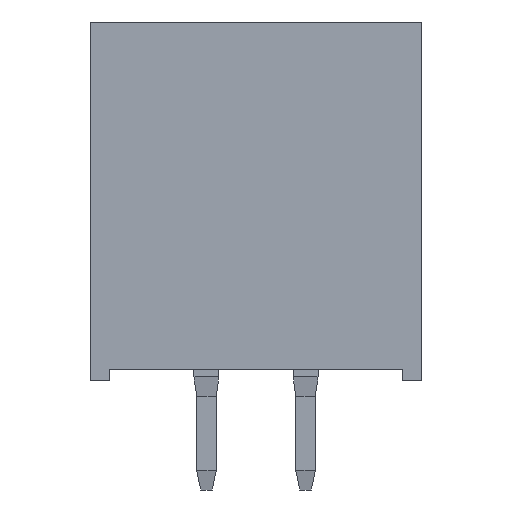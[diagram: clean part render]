
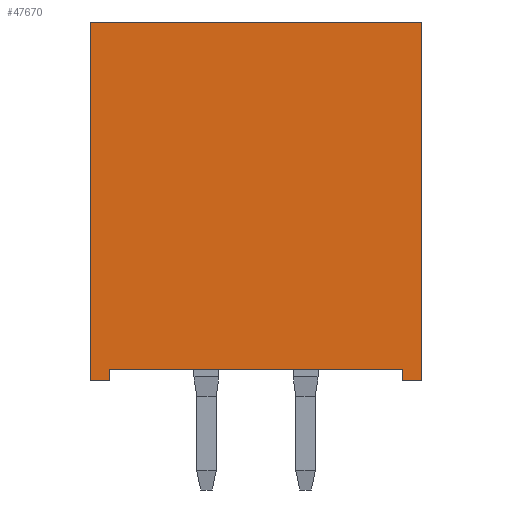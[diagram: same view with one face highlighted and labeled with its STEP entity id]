
A CAD part, left-side view. The second image highlights one B-rep face of the part: STEP entity #47670.
In plain terms, the highlighted planar face has unit normal (-1, 0, 0).
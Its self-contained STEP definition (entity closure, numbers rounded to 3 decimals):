
#46960=CARTESIAN_POINT('',(-6.29,0.,-2.55));
#46970=DIRECTION('',(-1.,0.,0.));
#46980=DIRECTION('',(0.,-1.,0.));
#46990=AXIS2_PLACEMENT_3D('',#46960,#46970,#46980);
#47000=PLANE('',#46990);
#47010=CARTESIAN_POINT('',(-6.29,0.,-9.2));
#47020=DIRECTION('',(0.,1.,0.));
#47030=VECTOR('',#47020,1.);
#47040=LINE('',#47010,#47030);
#47050=CARTESIAN_POINT('',(-6.29,3.75,-9.2));
#47060=VERTEX_POINT('',#47050);
#47070=CARTESIAN_POINT('',(-6.29,4.25,-9.2));
#47080=VERTEX_POINT('',#47070);
#47090=EDGE_CURVE('',#47060,#47080,#47040,.T.);
#47100=ORIENTED_EDGE('',*,*,#47090,.F.);
#47110=CARTESIAN_POINT('',(-6.29,4.25,4.1));
#47120=DIRECTION('',(0.,0.,-1.));
#47130=VECTOR('',#47120,1.);
#47140=LINE('',#47110,#47130);
#47150=CARTESIAN_POINT('',(-6.29,4.25,0.));
#47160=VERTEX_POINT('',#47150);
#47170=EDGE_CURVE('',#47160,#47080,#47140,.T.);
#47180=ORIENTED_EDGE('',*,*,#47170,.T.);
#47190=CARTESIAN_POINT('',(-6.29,0.,0.));
#47200=DIRECTION('',(0.,-1.,0.));
#47210=VECTOR('',#47200,1.);
#47220=LINE('',#47190,#47210);
#47230=CARTESIAN_POINT('',(-6.29,-4.25,0.));
#47240=VERTEX_POINT('',#47230);
#47250=EDGE_CURVE('',#47160,#47240,#47220,.T.);
#47260=ORIENTED_EDGE('',*,*,#47250,.F.);
#47270=CARTESIAN_POINT('',(-6.29,-4.25,4.1));
#47280=DIRECTION('',(0.,0.,-1.));
#47290=VECTOR('',#47280,1.);
#47300=LINE('',#47270,#47290);
#47310=CARTESIAN_POINT('',(-6.29,-4.25,-9.2));
#47320=VERTEX_POINT('',#47310);
#47330=EDGE_CURVE('',#47240,#47320,#47300,.T.);
#47340=ORIENTED_EDGE('',*,*,#47330,.F.);
#47350=CARTESIAN_POINT('',(-6.29,0.,-9.2));
#47360=DIRECTION('',(0.,1.,0.));
#47370=VECTOR('',#47360,1.);
#47380=LINE('',#47350,#47370);
#47390=CARTESIAN_POINT('',(-6.29,-3.75,-9.2));
#47400=VERTEX_POINT('',#47390);
#47410=EDGE_CURVE('',#47320,#47400,#47380,.T.);
#47420=ORIENTED_EDGE('',*,*,#47410,.F.);
#47430=CARTESIAN_POINT('',(-6.29,-3.75,4.1));
#47440=DIRECTION('',(0.,0.,1.));
#47450=VECTOR('',#47440,1.);
#47460=LINE('',#47430,#47450);
#47470=CARTESIAN_POINT('',(-6.29,-3.75,-8.9));
#47480=VERTEX_POINT('',#47470);
#47490=EDGE_CURVE('',#47400,#47480,#47460,.T.);
#47500=ORIENTED_EDGE('',*,*,#47490,.F.);
#47510=CARTESIAN_POINT('',(-6.29,0.,-8.9));
#47520=DIRECTION('',(0.,-1.,0.));
#47530=VECTOR('',#47520,1.);
#47540=LINE('',#47510,#47530);
#47550=CARTESIAN_POINT('',(-6.29,3.75,-8.9));
#47560=VERTEX_POINT('',#47550);
#47570=EDGE_CURVE('',#47560,#47480,#47540,.T.);
#47580=ORIENTED_EDGE('',*,*,#47570,.T.);
#47590=CARTESIAN_POINT('',(-6.29,3.75,4.1));
#47600=DIRECTION('',(0.,0.,-1.));
#47610=VECTOR('',#47600,1.);
#47620=LINE('',#47590,#47610);
#47630=EDGE_CURVE('',#47560,#47060,#47620,.T.);
#47640=ORIENTED_EDGE('',*,*,#47630,.F.);
#47650=EDGE_LOOP('',(#47640,#47580,#47500,#47420,#47340,#47260,#47180,
#47100));
#47660=FACE_OUTER_BOUND('',#47650,.T.);
#47670=ADVANCED_FACE('',(#47660),#47000,.T.);
